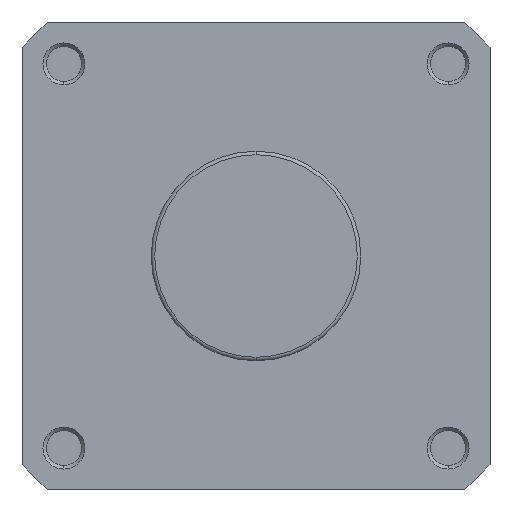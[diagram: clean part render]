
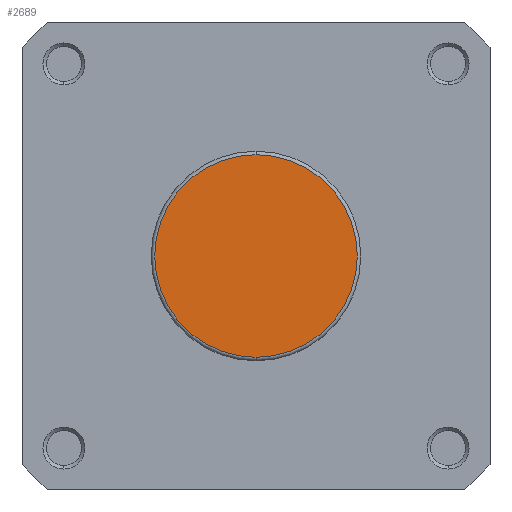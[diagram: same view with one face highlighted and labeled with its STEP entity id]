
A CAD part, left-side view. The second image highlights one B-rep face of the part: STEP entity #2689.
In plain terms, the highlighted planar face has unit normal (-1, 0, 0).
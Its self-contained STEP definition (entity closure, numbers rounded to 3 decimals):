
#285 = CARTESIAN_POINT ( 'NONE',  ( 0., 0., 29. ) ) ;
#290 = CARTESIAN_POINT ( 'NONE',  ( 0., 0., -29. ) ) ;
#732 = EDGE_LOOP ( 'NONE', ( #7226, #7225 ) ) ;
#951 = CARTESIAN_POINT ( 'NONE',  ( 0., 30., 0. ) ) ;
#952 = PLANE ( 'NONE',  #6609 ) ;
#954 = DIRECTION ( 'NONE',  ( 1., 0., 0. ) ) ;
#955 = DIRECTION ( 'NONE',  ( 0., 0., -1. ) ) ;
#2192 = VERTEX_POINT ( 'NONE', #290 ) ;
#2200 = VERTEX_POINT ( 'NONE', #285 ) ;
#2689 = ADVANCED_FACE ( 'NONE', ( #6078 ), #952, .F. ) ;
#3527 = CIRCLE ( 'NONE', #6859, 29. ) ;
#3712 = CIRCLE ( 'NONE', #6890, 29. ) ;
#4136 = EDGE_CURVE ( 'NONE', #2200, #2192, #3527, .T. ) ;
#4218 = EDGE_CURVE ( 'NONE', #2192, #2200, #3712, .T. ) ;
#4688 = CARTESIAN_POINT ( 'NONE',  ( 0., 0., 0. ) ) ;
#4689 = DIRECTION ( 'NONE',  ( -1., 0., 0. ) ) ;
#4690 = DIRECTION ( 'NONE',  ( 0., 0., -1. ) ) ;
#4831 = CARTESIAN_POINT ( 'NONE',  ( 0., 0., 0. ) ) ;
#4838 = DIRECTION ( 'NONE',  ( -1., 0., 0. ) ) ;
#4839 = DIRECTION ( 'NONE',  ( 0., 0., -1. ) ) ;
#6078 = FACE_OUTER_BOUND ( 'NONE', #732, .T. ) ;
#6609 = AXIS2_PLACEMENT_3D ( 'NONE', #951, #954, #955 ) ;
#6859 = AXIS2_PLACEMENT_3D ( 'NONE', #4688, #4689, #4690 ) ;
#6890 = AXIS2_PLACEMENT_3D ( 'NONE', #4831, #4838, #4839 ) ;
#7225 = ORIENTED_EDGE ( 'NONE', *, *, #4136, .T. ) ;
#7226 = ORIENTED_EDGE ( 'NONE', *, *, #4218, .T. ) ;
